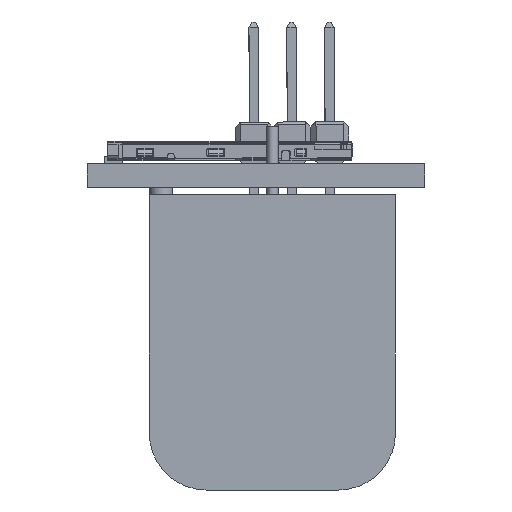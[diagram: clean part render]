
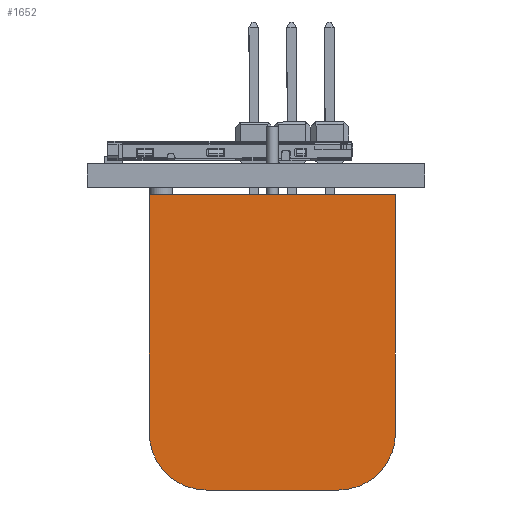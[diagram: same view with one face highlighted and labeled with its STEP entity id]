
A CAD part, left-side view. The second image highlights one B-rep face of the part: STEP entity #1652.
In plain terms, the highlighted planar face has unit normal (-1, 0, 0).
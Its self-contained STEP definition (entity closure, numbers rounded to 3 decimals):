
#1514 = VERTEX_POINT('',#1515);
#1515 = CARTESIAN_POINT('',(-28.916,7.156,-2.08));
#1521 = EDGE_CURVE('',#1522,#1514,#1524,.T.);
#1522 = VERTEX_POINT('',#1523);
#1523 = CARTESIAN_POINT('',(-28.916,-9.355,-2.08));
#1524 = LINE('',#1525,#1526);
#1525 = CARTESIAN_POINT('',(-28.916,7.156,-2.08));
#1526 = VECTOR('',#1527,1.);
#1527 = DIRECTION('',(0.,1.,0.));
#1632 = EDGE_CURVE('',#1633,#1522,#1635,.T.);
#1633 = VERTEX_POINT('',#1634);
#1634 = CARTESIAN_POINT('',(-28.916,-9.355,-18.082));
#1635 = LINE('',#1636,#1637);
#1636 = CARTESIAN_POINT('',(-28.916,-9.355,-21.892));
#1637 = VECTOR('',#1638,1.);
#1638 = DIRECTION('',(0.,0.,1.));
#1652 = ADVANCED_FACE('',(#1653),#1689,.F.);
#1653 = FACE_BOUND('',#1654,.T.);
#1654 = EDGE_LOOP('',(#1655,#1663,#1672,#1680,#1687,#1688));
#1655 = ORIENTED_EDGE('',*,*,#1656,.F.);
#1656 = EDGE_CURVE('',#1657,#1514,#1659,.T.);
#1657 = VERTEX_POINT('',#1658);
#1658 = CARTESIAN_POINT('',(-28.916,7.156,-18.082));
#1659 = LINE('',#1660,#1661);
#1660 = CARTESIAN_POINT('',(-28.916,7.156,-21.892));
#1661 = VECTOR('',#1662,1.);
#1662 = DIRECTION('',(0.,0.,1.));
#1663 = ORIENTED_EDGE('',*,*,#1664,.T.);
#1664 = EDGE_CURVE('',#1657,#1665,#1667,.T.);
#1665 = VERTEX_POINT('',#1666);
#1666 = CARTESIAN_POINT('',(-28.916,3.346,-21.892));
#1667 = CIRCLE('',#1668,3.81);
#1668 = AXIS2_PLACEMENT_3D('',#1669,#1670,#1671);
#1669 = CARTESIAN_POINT('',(-28.916,3.346,-18.082));
#1670 = DIRECTION('',(-1.,0.,0.));
#1671 = DIRECTION('',(0.,-1.,0.));
#1672 = ORIENTED_EDGE('',*,*,#1673,.F.);
#1673 = EDGE_CURVE('',#1674,#1665,#1676,.T.);
#1674 = VERTEX_POINT('',#1675);
#1675 = CARTESIAN_POINT('',(-28.916,-5.545,-21.892));
#1676 = LINE('',#1677,#1678);
#1677 = CARTESIAN_POINT('',(-28.916,7.156,-21.892));
#1678 = VECTOR('',#1679,1.);
#1679 = DIRECTION('',(0.,1.,0.));
#1680 = ORIENTED_EDGE('',*,*,#1681,.T.);
#1681 = EDGE_CURVE('',#1674,#1633,#1682,.T.);
#1682 = CIRCLE('',#1683,3.81);
#1683 = AXIS2_PLACEMENT_3D('',#1684,#1685,#1686);
#1684 = CARTESIAN_POINT('',(-28.916,-5.545,-18.082));
#1685 = DIRECTION('',(-1.,0.,0.));
#1686 = DIRECTION('',(0.,-1.,0.));
#1687 = ORIENTED_EDGE('',*,*,#1632,.T.);
#1688 = ORIENTED_EDGE('',*,*,#1521,.T.);
#1689 = PLANE('',#1690);
#1690 = AXIS2_PLACEMENT_3D('',#1691,#1692,#1693);
#1691 = CARTESIAN_POINT('',(-28.916,7.156,-21.892));
#1692 = DIRECTION('',(1.,0.,0.));
#1693 = DIRECTION('',(0.,-1.,0.));
